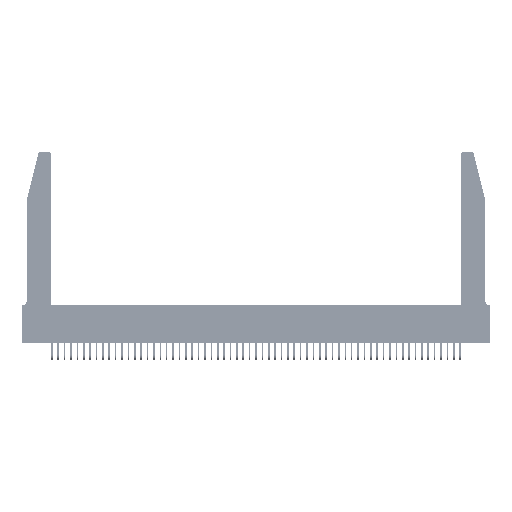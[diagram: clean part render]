
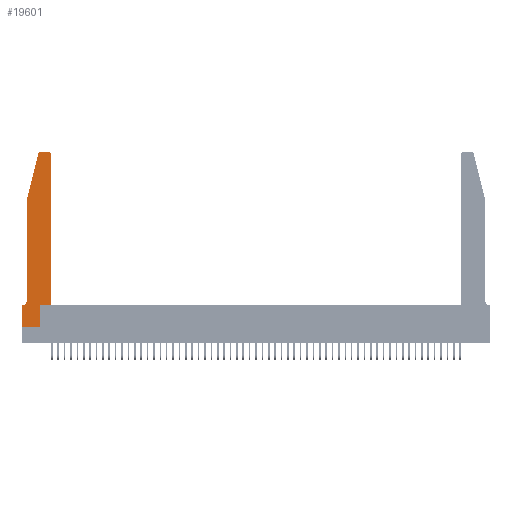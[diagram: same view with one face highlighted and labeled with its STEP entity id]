
A CAD part, top view. The second image highlights one B-rep face of the part: STEP entity #19601.
In plain terms, the highlighted planar face has unit normal (0, 0, 1).
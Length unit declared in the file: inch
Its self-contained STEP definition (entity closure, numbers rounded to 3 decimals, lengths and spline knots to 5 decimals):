
#940 = CARTESIAN_POINT ( 'NONE',  ( 0.0755, 2., 0.37 ) ) ;
#1097 = VERTEX_POINT ( 'NONE', #50468 ) ;
#1171 = CARTESIAN_POINT ( 'NONE',  ( 0.0755, 2., 0.37 ) ) ;
#1477 = EDGE_CURVE ( 'NONE', #19087, #53216, #51857, .T. ) ;
#1645 = ORIENTED_EDGE ( 'NONE', *, *, #49207, .T. ) ;
#2232 = CARTESIAN_POINT ( 'NONE',  ( 0.4205, 2.75, 0.37 ) ) ;
#2418 = EDGE_CURVE ( 'NONE', #6618, #47285, #54099, .T. ) ;
#3082 = CARTESIAN_POINT ( 'NONE',  ( 0.2865, 0.35, 0.37 ) ) ;
#3956 = AXIS2_PLACEMENT_3D ( 'NONE', #5712, #35278, #9959 ) ;
#4884 = VECTOR ( 'NONE', #41124, 39.37008 ) ;
#4972 = ORIENTED_EDGE ( 'NONE', *, *, #1477, .T. ) ;
#5428 = CARTESIAN_POINT ( 'NONE',  ( 0.4505, 0.35, 0.37 ) ) ;
#5682 = DIRECTION ( 'NONE',  ( 1., 0., 0. ) ) ;
#5712 = CARTESIAN_POINT ( 'NONE',  ( 0.0055, 0.42, 0.37 ) ) ;
#6618 = VERTEX_POINT ( 'NONE', #52685 ) ;
#6943 = ORIENTED_EDGE ( 'NONE', *, *, #2418, .T. ) ;
#8275 = ORIENTED_EDGE ( 'NONE', *, *, #28927, .T. ) ;
#8713 = CARTESIAN_POINT ( 'NONE',  ( 0.284, 2.72, 0.37 ) ) ;
#9959 = DIRECTION ( 'NONE',  ( -1., 0., 0. ) ) ;
#10104 = VECTOR ( 'NONE', #49212, 39.37008 ) ;
#10734 = CARTESIAN_POINT ( 'NONE',  ( 0.4205, 2.72, 0.37 ) ) ;
#11457 = CARTESIAN_POINT ( 'NONE',  ( 0.0055, 0.35, 0.37 ) ) ;
#12276 = ORIENTED_EDGE ( 'NONE', *, *, #18942, .T. ) ;
#12623 = VERTEX_POINT ( 'NONE', #11457 ) ;
#12992 = DIRECTION ( 'NONE',  ( 1., 0., 0. ) ) ;
#13866 = VERTEX_POINT ( 'NONE', #2232 ) ;
#14051 = PLANE ( 'NONE',  #50782 ) ;
#14350 = ORIENTED_EDGE ( 'NONE', *, *, #29985, .T. ) ;
#14825 = VERTEX_POINT ( 'NONE', #30178 ) ;
#15009 = CARTESIAN_POINT ( 'NONE',  ( 0., 0.35, 0.37 ) ) ;
#15048 = DIRECTION ( 'NONE',  ( 1., 0., 0. ) ) ;
#15627 = CIRCLE ( 'NONE', #3956, 0.07 ) ;
#15688 = LINE ( 'NONE', #33982, #36726 ) ;
#16966 = ORIENTED_EDGE ( 'NONE', *, *, #45888, .T. ) ;
#17132 = EDGE_CURVE ( 'NONE', #12623, #19087, #21846, .T. ) ;
#17576 = LINE ( 'NONE', #28612, #4884 ) ;
#18336 = CARTESIAN_POINT ( 'NONE',  ( 0., 0.35, 0.37 ) ) ;
#18942 = EDGE_CURVE ( 'NONE', #14825, #12623, #15627, .T. ) ;
#18964 = VECTOR ( 'NONE', #5682, 39.37008 ) ;
#19087 = VERTEX_POINT ( 'NONE', #15009 ) ;
#19601 = ADVANCED_FACE ( 'NONE', ( #26222 ), #14051, .T. ) ;
#20314 = AXIS2_PLACEMENT_3D ( 'NONE', #10734, #40197, #15048 ) ;
#20925 = VECTOR ( 'NONE', #30610, 39.37008 ) ;
#21118 = EDGE_CURVE ( 'NONE', #45614, #1097, #46269, .T. ) ;
#21651 = LINE ( 'NONE', #5428, #32787 ) ;
#21846 = LINE ( 'NONE', #35602, #31673 ) ;
#22650 = DIRECTION ( 'NONE',  ( 1., 0., 0. ) ) ;
#24309 = DIRECTION ( 'NONE',  ( -1., 0., 0. ) ) ;
#24729 = CARTESIAN_POINT ( 'NONE',  ( 0.4505, 0.35, 0.37 ) ) ;
#24822 = AXIS2_PLACEMENT_3D ( 'NONE', #8713, #38216, #12992 ) ;
#26222 = FACE_OUTER_BOUND ( 'NONE', #38431, .T. ) ;
#26902 = CIRCLE ( 'NONE', #24822, 0.03 ) ;
#26936 = EDGE_CURVE ( 'NONE', #54187, #13866, #53817, .T. ) ;
#27609 = ORIENTED_EDGE ( 'NONE', *, *, #48965, .T. ) ;
#28612 = CARTESIAN_POINT ( 'NONE',  ( 0.4505, 0.35, 0.37 ) ) ;
#28927 = EDGE_CURVE ( 'NONE', #47285, #14825, #15688, .T. ) ;
#29985 = EDGE_CURVE ( 'NONE', #50419, #54187, #17576, .T. ) ;
#29988 = DIRECTION ( 'NONE',  ( 0., -1., 0. ) ) ;
#30178 = CARTESIAN_POINT ( 'NONE',  ( 0.0755, 0.42, 0.37 ) ) ;
#30610 = DIRECTION ( 'NONE',  ( -0.239, -0.971, 0. ) ) ;
#31501 = ORIENTED_EDGE ( 'NONE', *, *, #21118, .T. ) ;
#31673 = VECTOR ( 'NONE', #47946, 39.37008 ) ;
#32787 = VECTOR ( 'NONE', #47536, 39.37008 ) ;
#33417 = DIRECTION ( 'NONE',  ( 0., -1., 0. ) ) ;
#33982 = CARTESIAN_POINT ( 'NONE',  ( 0.0755, 2., 0.37 ) ) ;
#34180 = VERTEX_POINT ( 'NONE', #38112 ) ;
#35278 = DIRECTION ( 'NONE',  ( 0., 0., -1. ) ) ;
#35602 = CARTESIAN_POINT ( 'NONE',  ( 0.0755, 0.35, 0.37 ) ) ;
#36486 = CARTESIAN_POINT ( 'NONE',  ( 0., 0., 0.37 ) ) ;
#36664 = CARTESIAN_POINT ( 'NONE',  ( 0., 0., 0.37 ) ) ;
#36672 = CARTESIAN_POINT ( 'NONE',  ( 0.2605, 2.75, 0.37 ) ) ;
#36726 = VECTOR ( 'NONE', #29988, 39.37008 ) ;
#37918 = VECTOR ( 'NONE', #24309, 39.37008 ) ;
#38112 = CARTESIAN_POINT ( 'NONE',  ( 0.284, 2.75, 0.37 ) ) ;
#38216 = DIRECTION ( 'NONE',  ( 0., 0., 1. ) ) ;
#38431 = EDGE_LOOP ( 'NONE', ( #1645, #16966, #6943, #8275, #12276, #45771, #4972, #27609, #31501, #53523, #14350, #47772 ) ) ;
#39232 = LINE ( 'NONE', #36672, #37918 ) ;
#40197 = DIRECTION ( 'NONE',  ( 0., 0., 1. ) ) ;
#41124 = DIRECTION ( 'NONE',  ( 0., 1., 0. ) ) ;
#45614 = VERTEX_POINT ( 'NONE', #53071 ) ;
#45771 = ORIENTED_EDGE ( 'NONE', *, *, #17132, .T. ) ;
#45888 = EDGE_CURVE ( 'NONE', #34180, #6618, #26902, .T. ) ;
#46269 = LINE ( 'NONE', #3082, #10104 ) ;
#46692 = CARTESIAN_POINT ( 'NONE',  ( 0.4505, 2.72, 0.37 ) ) ;
#47285 = VERTEX_POINT ( 'NONE', #1171 ) ;
#47536 = DIRECTION ( 'NONE',  ( 1., 0., 0. ) ) ;
#47563 = DIRECTION ( 'NONE',  ( 0., 0., 1. ) ) ;
#47772 = ORIENTED_EDGE ( 'NONE', *, *, #26936, .T. ) ;
#47946 = DIRECTION ( 'NONE',  ( -1., 0., 0. ) ) ;
#48965 = EDGE_CURVE ( 'NONE', #53216, #45614, #52219, .T. ) ;
#49207 = EDGE_CURVE ( 'NONE', #13866, #34180, #39232, .T. ) ;
#49212 = DIRECTION ( 'NONE',  ( 0., 1., 0. ) ) ;
#49547 = EDGE_CURVE ( 'NONE', #1097, #50419, #21651, .T. ) ;
#50419 = VERTEX_POINT ( 'NONE', #24729 ) ;
#50468 = CARTESIAN_POINT ( 'NONE',  ( 0.2865, 0.35, 0.37 ) ) ;
#50551 = VECTOR ( 'NONE', #33417, 39.37008 ) ;
#50782 = AXIS2_PLACEMENT_3D ( 'NONE', #18336, #47563, #22650 ) ;
#51740 = CARTESIAN_POINT ( 'NONE',  ( 0., 0., 0.37 ) ) ;
#51857 = LINE ( 'NONE', #36664, #50551 ) ;
#52219 = LINE ( 'NONE', #51740, #18964 ) ;
#52685 = CARTESIAN_POINT ( 'NONE',  ( 0.25487, 2.72718, 0.37 ) ) ;
#53071 = CARTESIAN_POINT ( 'NONE',  ( 0.2865, 0., 0.37 ) ) ;
#53216 = VERTEX_POINT ( 'NONE', #36486 ) ;
#53523 = ORIENTED_EDGE ( 'NONE', *, *, #49547, .T. ) ;
#53817 = CIRCLE ( 'NONE', #20314, 0.03 ) ;
#54099 = LINE ( 'NONE', #940, #20925 ) ;
#54187 = VERTEX_POINT ( 'NONE', #46692 ) ;
